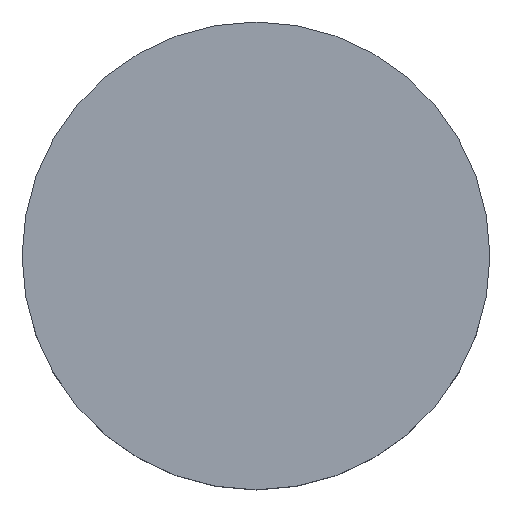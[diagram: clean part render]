
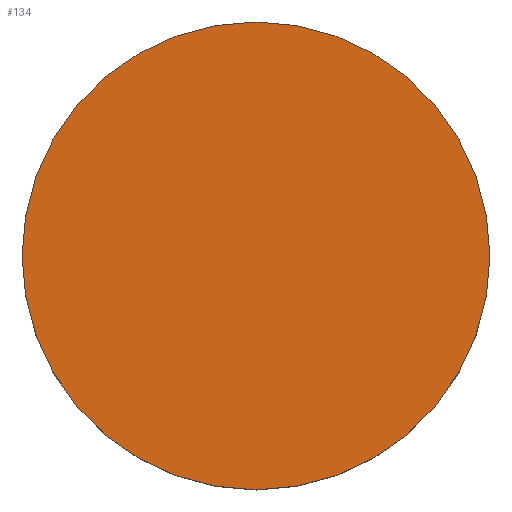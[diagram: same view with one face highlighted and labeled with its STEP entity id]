
A CAD part, top view. The second image highlights one B-rep face of the part: STEP entity #134.
In plain terms, the highlighted planar face has unit normal (0, 0, 1).
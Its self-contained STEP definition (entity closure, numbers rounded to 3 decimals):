
#16 = EDGE_CURVE ( 'NONE', #35, #192, #234, .T. ) ;
#22 = DIRECTION ( 'NONE',  ( 0., 0., -1. ) ) ;
#32 = AXIS2_PLACEMENT_3D ( 'NONE', #205, #92, #96 ) ;
#35 = VERTEX_POINT ( 'NONE', #220 ) ;
#48 = DIRECTION ( 'NONE',  ( 1., 0., 0. ) ) ;
#78 = CARTESIAN_POINT ( 'NONE',  ( 0., 0., 3.5 ) ) ;
#82 = EDGE_CURVE ( 'NONE', #192, #35, #86, .T. ) ;
#86 = CIRCLE ( 'NONE', #170, 6.35 ) ;
#91 = EDGE_LOOP ( 'NONE', ( #166, #132 ) ) ;
#92 = DIRECTION ( 'NONE',  ( 0., 0., -1. ) ) ;
#96 = DIRECTION ( 'NONE',  ( 1., 0., 0. ) ) ;
#99 = AXIS2_PLACEMENT_3D ( 'NONE', #100, #119, #48 ) ;
#100 = CARTESIAN_POINT ( 'NONE',  ( 0., 13.158, 3.5 ) ) ;
#103 = DIRECTION ( 'NONE',  ( 1., 0., 0. ) ) ;
#119 = DIRECTION ( 'NONE',  ( 0., 0., 1. ) ) ;
#132 = ORIENTED_EDGE ( 'NONE', *, *, #16, .F. ) ;
#134 = ADVANCED_FACE ( 'NONE', ( #168 ), #193, .T. ) ;
#166 = ORIENTED_EDGE ( 'NONE', *, *, #82, .F. ) ;
#168 = FACE_OUTER_BOUND ( 'NONE', #91, .T. ) ;
#170 = AXIS2_PLACEMENT_3D ( 'NONE', #78, #22, #103 ) ;
#190 = CARTESIAN_POINT ( 'NONE',  ( 6.35, 0., 3.5 ) ) ;
#192 = VERTEX_POINT ( 'NONE', #190 ) ;
#193 = PLANE ( 'NONE',  #99 ) ;
#205 = CARTESIAN_POINT ( 'NONE',  ( 0., 0., 3.5 ) ) ;
#220 = CARTESIAN_POINT ( 'NONE',  ( -6.35, 0., 3.5 ) ) ;
#234 = CIRCLE ( 'NONE', #32, 6.35 ) ;
